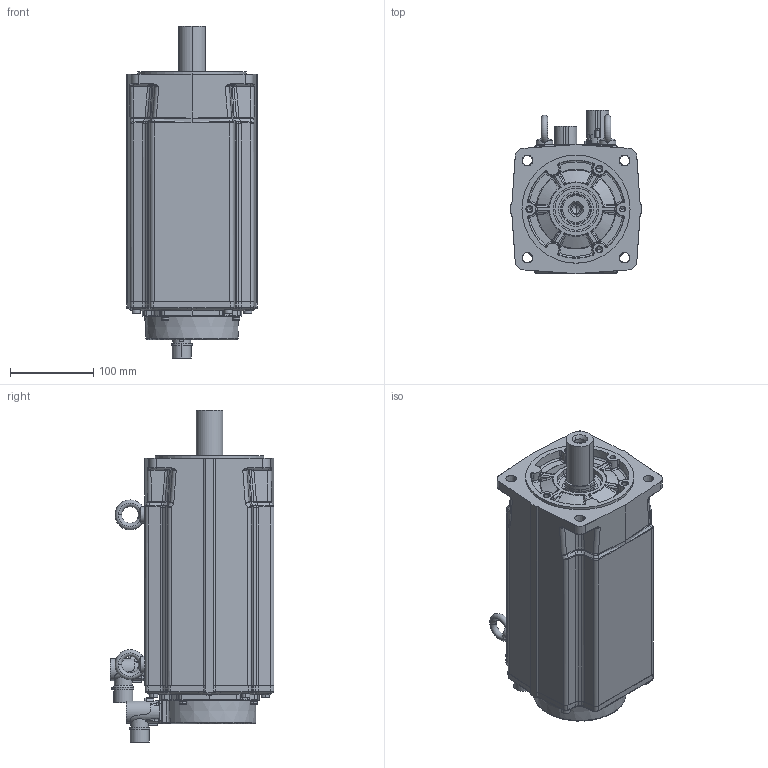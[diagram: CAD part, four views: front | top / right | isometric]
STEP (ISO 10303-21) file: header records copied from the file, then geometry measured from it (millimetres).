
FILE_DESCRIPTION((''),'2;1');
FILE_NAME('NX860EAR7000_SW0001','2004-06-24T',('pr1'),(''),'PRO/ENGINEER BY PARAMETRIC TECHNOLOGY CORPORATION, 2001500','PRO/ENGINEER BY PARAMETRIC TECHNOLOGY CORPORATION, 2001500','');
FILE_SCHEMA(('CONFIG_CONTROL_DESIGN'));
Products named in the file (1): NX860EAR7000_SW0001
Bounding box: 157 x 197 x 399 mm (x, y, z)
Volume: 6326001.3 mm3; surface area: 264151.8 mm2
Topology: 1 solids, 1 shells, 2340 faces, 5893 edges, 3631 vertices
Faces by surface type: plane 1066, cylinder 476, bspline 425, cone 225, torus 130, sphere 18
Entity records: 94527 total; most frequent: CARTESIAN_POINT 41996, ORIENTED_EDGE 11690, DIRECTION 9764, EDGE_CURVE 5845, VERTEX_POINT 3631, AXIS2_PLACEMENT_3D 3293, VECTOR 3178, LINE 3178
